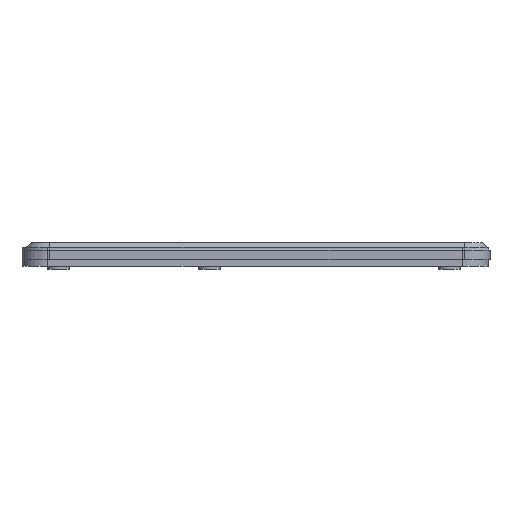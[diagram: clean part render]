
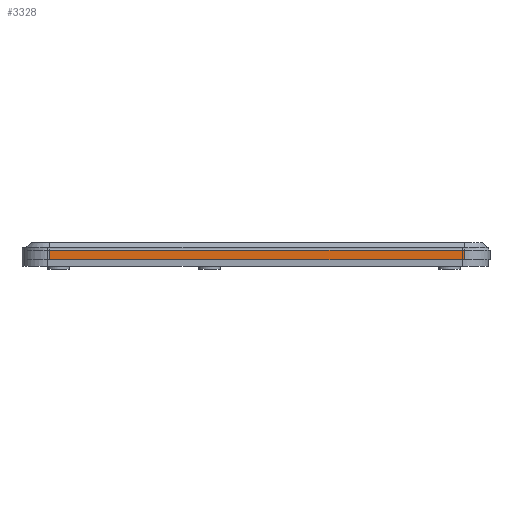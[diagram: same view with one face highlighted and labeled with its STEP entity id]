
A CAD part, left-side view. The second image highlights one B-rep face of the part: STEP entity #3328.
In plain terms, the highlighted planar face has unit normal (-1, 0, 0).
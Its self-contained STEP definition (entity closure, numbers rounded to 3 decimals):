
#125=PLANE('',#3569);
#255=FACE_OUTER_BOUND('',#464,.T.);
#464=EDGE_LOOP('',(#2381,#2382,#2383,#2384));
#774=LINE('',#5054,#1079);
#786=LINE('',#5090,#1091);
#787=LINE('',#5094,#1092);
#788=LINE('',#5095,#1093);
#1079=VECTOR('',#3989,10.);
#1091=VECTOR('',#4027,10.);
#1092=VECTOR('',#4032,10.);
#1093=VECTOR('',#4033,10.);
#1544=VERTEX_POINT('',#5044);
#1546=VERTEX_POINT('',#5050);
#1558=VERTEX_POINT('',#5089);
#1559=VERTEX_POINT('',#5093);
#1866=EDGE_CURVE('',#1544,#1546,#774,.T.);
#1884=EDGE_CURVE('',#1558,#1546,#786,.T.);
#1886=EDGE_CURVE('',#1559,#1544,#787,.T.);
#1887=EDGE_CURVE('',#1559,#1558,#788,.T.);
#2381=ORIENTED_EDGE('',*,*,#1866,.F.);
#2382=ORIENTED_EDGE('',*,*,#1886,.F.);
#2383=ORIENTED_EDGE('',*,*,#1887,.T.);
#2384=ORIENTED_EDGE('',*,*,#1884,.T.);
#3328=ADVANCED_FACE('',(#255),#125,.T.);
#3569=AXIS2_PLACEMENT_3D('',#5092,#4030,#4031);
#3989=DIRECTION('',(0.,-1.,0.));
#4027=DIRECTION('',(0.,0.,1.));
#4030=DIRECTION('center_axis',(-1.,0.,0.));
#4031=DIRECTION('ref_axis',(0.,-1.,0.));
#4032=DIRECTION('',(0.,0.,1.));
#4033=DIRECTION('',(0.,-1.,0.));
#5044=CARTESIAN_POINT('',(36.,-34.6,2.2));
#5050=CARTESIAN_POINT('',(36.,-147.,2.2));
#5054=CARTESIAN_POINT('',(36.,-62.7,2.2));
#5089=CARTESIAN_POINT('',(36.,-147.,-0.4));
#5090=CARTESIAN_POINT('',(36.,-147.,-1.8));
#5092=CARTESIAN_POINT('Origin',(36.,-34.6,-1.8));
#5093=CARTESIAN_POINT('',(36.,-34.6,-0.4));
#5094=CARTESIAN_POINT('',(36.,-34.6,-1.8));
#5095=CARTESIAN_POINT('',(36.,-62.7,-0.4));
